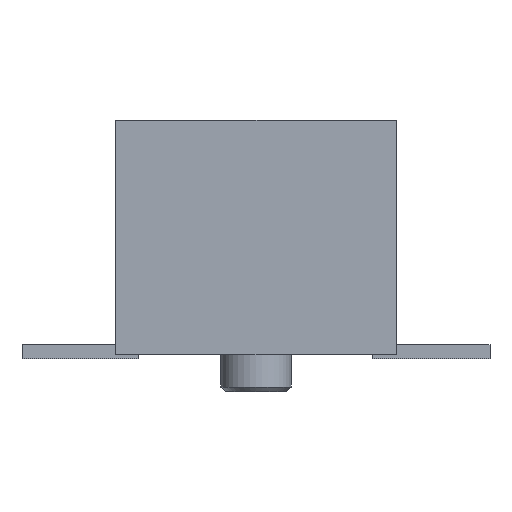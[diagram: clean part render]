
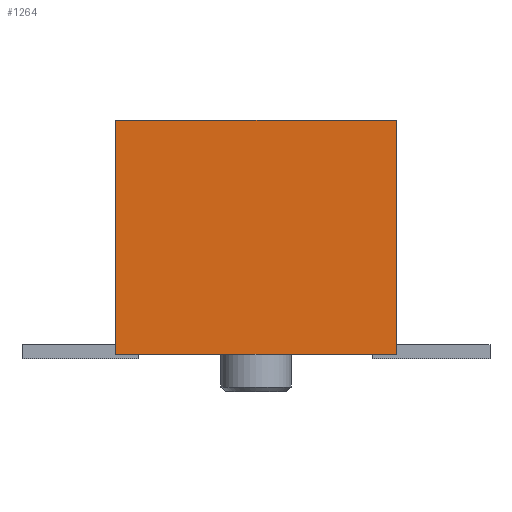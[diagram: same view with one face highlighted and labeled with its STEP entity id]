
A CAD part, front view. The second image highlights one B-rep face of the part: STEP entity #1264.
In plain terms, the highlighted planar face has unit normal (0, -1, 0).
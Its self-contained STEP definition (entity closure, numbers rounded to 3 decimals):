
#130=DIRECTION('',(-1.,0.,0.));
#131=VECTOR('',#130,6.);
#132=CARTESIAN_POINT('',(3.,-7.25,0.1));
#133=LINE('',#132,#131);
#138=DIRECTION('',(0.,0.,1.));
#139=VECTOR('',#138,5.);
#140=CARTESIAN_POINT('',(-3.,-7.25,0.1));
#141=LINE('',#140,#139);
#145=DIRECTION('',(1.,0.,0.));
#146=VECTOR('',#145,6.);
#147=CARTESIAN_POINT('',(-3.,-7.25,5.1));
#148=LINE('',#147,#146);
#152=DIRECTION('',(0.,0.,-1.));
#153=VECTOR('',#152,5.);
#154=CARTESIAN_POINT('',(3.,-7.25,5.1));
#155=LINE('',#154,#153);
#1081=CARTESIAN_POINT('',(3.,-7.25,0.1));
#1082=CARTESIAN_POINT('',(-3.,-7.25,0.1));
#1083=VERTEX_POINT('',#1081);
#1084=VERTEX_POINT('',#1082);
#1085=CARTESIAN_POINT('',(-3.,-7.25,5.1));
#1086=VERTEX_POINT('',#1085);
#1087=CARTESIAN_POINT('',(3.,-7.25,5.1));
#1088=VERTEX_POINT('',#1087);
#1249=CARTESIAN_POINT('',(3.,-7.25,0.1));
#1250=DIRECTION('',(0.,1.,0.));
#1251=DIRECTION('',(-1.,0.,0.));
#1252=AXIS2_PLACEMENT_3D('',#1249,#1250,#1251);
#1253=PLANE('',#1252);
#1255=ORIENTED_EDGE('',*,*,#1254,.T.);
#1257=ORIENTED_EDGE('',*,*,#1256,.T.);
#1259=ORIENTED_EDGE('',*,*,#1258,.T.);
#1261=ORIENTED_EDGE('',*,*,#1260,.T.);
#1262=EDGE_LOOP('',(#1255,#1257,#1259,#1261));
#1263=FACE_OUTER_BOUND('',#1262,.F.);
#1264=ADVANCED_FACE('',(#1263),#1253,.F.);
#1254=EDGE_CURVE('',#1083,#1084,#133,.T.);
#1256=EDGE_CURVE('',#1084,#1086,#141,.T.);
#1258=EDGE_CURVE('',#1086,#1088,#148,.T.);
#1260=EDGE_CURVE('',#1088,#1083,#155,.T.);
